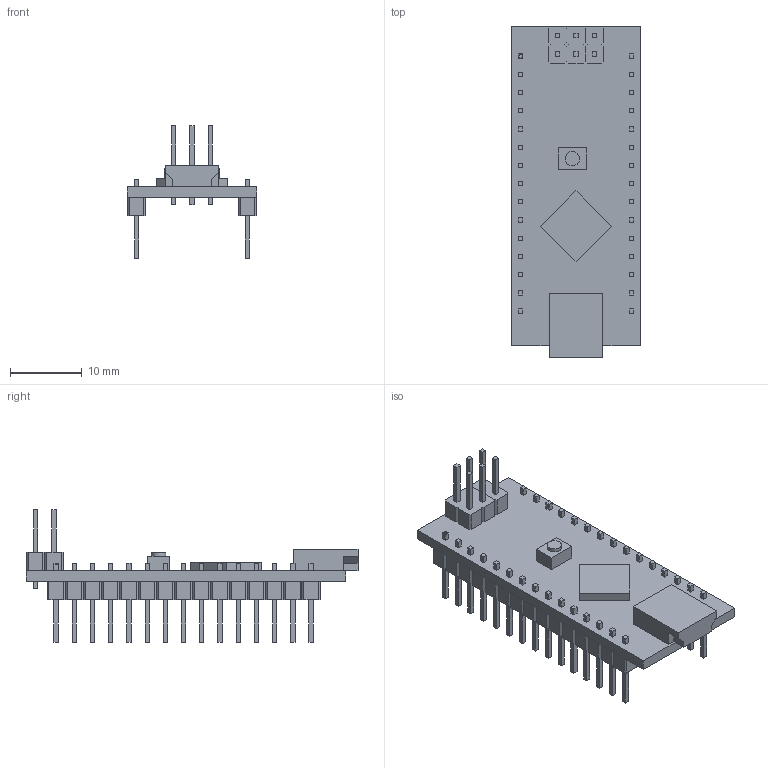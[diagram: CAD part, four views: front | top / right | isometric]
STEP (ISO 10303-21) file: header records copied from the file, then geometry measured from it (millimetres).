
FILE_DESCRIPTION(/* description */ (''),/* implementation_level */ '2;1');
FILE_NAME(/* name */ 'nano.step',/* time_stamp */ '2019-03-02T22:40:33+01:00',/* author */ ('r.varma'),/* organization */ (''),/* preprocessor_version */ 'ST-DEVELOPER v17.2',/* originating_system */ 'Autodesk Translation Framework v7.6.0.251',/* authorisation */ '');
FILE_SCHEMA (('AUTOMOTIVE_DESIGN { 1 0 10303 214 3 1 1 }'));
Length unit declared in the file: millimetre
Products named in the file (2): nano; Nano-Rev3_0 v1
Assembly tree (1 placements, depth 2):
  nano
    Nano-Rev3_0 v1
Bounding box: 18 x 46.3 x 18.5 mm (x, y, z)
Volume: 2151.8 mm3; surface area: 3403.4 mm2
Topology: 1 solids, 1 shells, 703 faces, 1748 edges, 1064 vertices
Faces by surface type: plane 701, cylinder 2
Full cylindrical faces by diameter (mm): 0.566 x1, 2 x1
Entity records: 20615 total; most frequent: CARTESIAN_POINT 3519, ORIENTED_EDGE 3496, DIRECTION 3168, EDGE_CURVE 1748, LINE 1742, VECTOR 1742, VERTEX_POINT 1064, EDGE_LOOP 784
